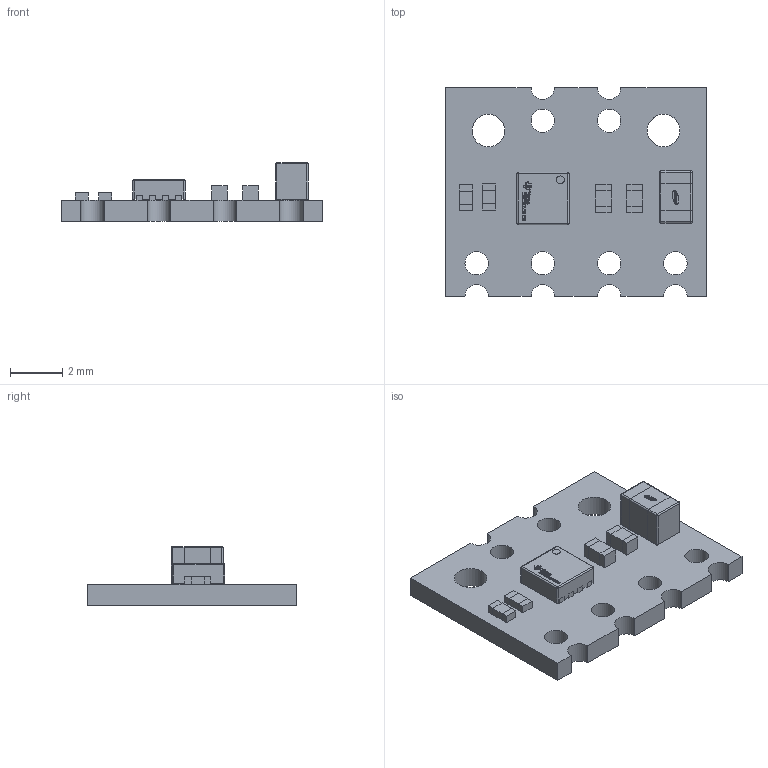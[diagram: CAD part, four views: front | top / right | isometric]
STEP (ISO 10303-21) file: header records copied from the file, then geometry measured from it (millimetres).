
FILE_DESCRIPTION(/* description */ (''),/* implementation_level */ '2;1');
FILE_NAME(/* name */ 'DriveCell PCB.step',/* time_stamp */ '2024-07-08T09:30:49+02:00',/* author */ (''),/* organization */ (''),/* preprocessor_version */ 'ST-DEVELOPER v20',/* originating_system */ 'Autodesk Translation Framework v13.14.0.145',/* authorisation */ '');
FILE_SCHEMA (('AUTOMOTIVE_DESIGN { 1 0 10303 214 3 1 1 }'));
Length unit declared in the file: millimetre
Products named in the file (26): DriveCell; Board; Open CASCADE STEP translator 7.5 2.1.1; U1; IC_Texas_Instruments_DRV8837DSGR_eec; 1; 2; circle; Texas Instruments; R1; D1; 6385463152; Extruded; 6385464032; Extruded (1); C3; Cap_Samsung_CL21B273KBANNNC_eec; body; side; Samsung logo; C2; C1; 6162732000; Extruded (2); 6162732240; Extruded (3)
Assembly tree (34 placements, depth 4):
  DriveCell
    Board
      Open CASCADE STEP translator 7.5 2.1.1
    U1
      IC_Texas_Instruments_DRV8837DSGR_eec
        1
        2
        circle
        Texas Instruments
    R1
      6385463152  x2
        Extruded
      6385464032
        Extruded (1)
    D1
      6385463152  x2
        Extruded
      6385464032
        Extruded (1)
    C3
      Cap_Samsung_CL21B273KBANNNC_eec
        body
        side  x2
        Samsung logo
    C2
      6162732000  x2
        Extruded (2)
      6162732240
        Extruded (3)
    C1
      6162732000  x2
        Extruded (2)
      6162732240
        Extruded (3)
Bounding box: 10 x 8 x 2.26 mm (x, y, z)
Volume: 65.7 mm3; surface area: 252.9 mm2
Topology: 46 solids, 46 shells, 788 faces, 2049 edges, 1354 vertices
Faces by surface type: plane 496, bspline 221, cylinder 59, sphere 12
Full cylindrical faces by diameter (mm): 0.3 x1, 0.9 x6, 1.25 x2
Entity records: 24438 total; most frequent: CARTESIAN_POINT 7084, ORIENTED_EDGE 3834, DIRECTION 2739, EDGE_CURVE 1917, LINE 1373, VECTOR 1373, VERTEX_POINT 1270, EDGE_LOOP 753
